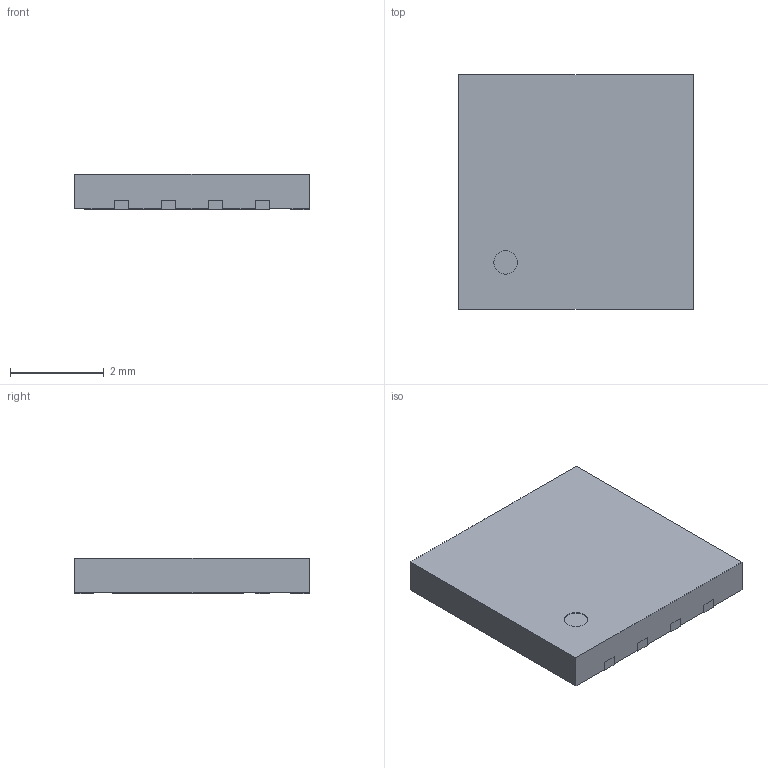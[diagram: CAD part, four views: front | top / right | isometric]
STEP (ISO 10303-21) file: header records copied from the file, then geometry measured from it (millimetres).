
FILE_DESCRIPTION (( 'STEP AP214' ), '1' );
FILE_NAME ('RVPW011.STEP', '2025-10-13T07:55:40', ( '' ), ( '' ), 'SwSTEP 2.0', 'SolidWorks 2024', '' );
FILE_SCHEMA (( 'AUTOMOTIVE_DESIGN' ));
Length unit declared in the file: millimetre
Products named in the file (3): RVPW011-body_默认; RVPW011; RVPW011-frame_默认
Assembly tree (2 placements, depth 2):
  RVPW011
    RVPW011-body_默认
    RVPW011-frame_默认
Bounding box: 5 x 5 x 0.75 mm (x, y, z)
Volume: 18.5 mm3; surface area: 99 mm2
Topology: 14 solids, 14 shells, 158 faces, 384 edges, 256 vertices
Faces by surface type: plane 116, cylinder 42
Entity records: 4951 total; most frequent: CARTESIAN_POINT 803, DIRECTION 794, ORIENTED_EDGE 768, EDGE_CURVE 384, VECTOR 300, LINE 300, VERTEX_POINT 256, AXIS2_PLACEMENT_3D 247
